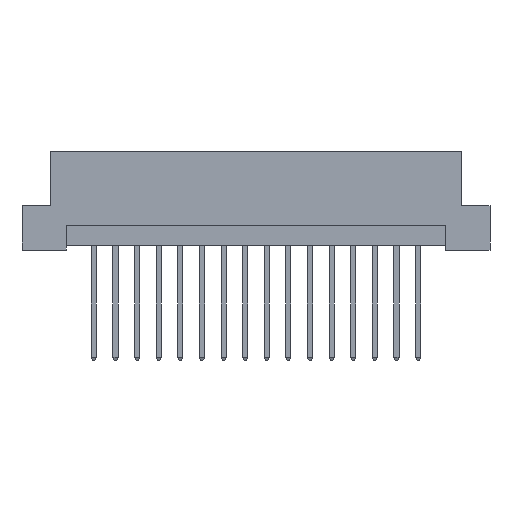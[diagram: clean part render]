
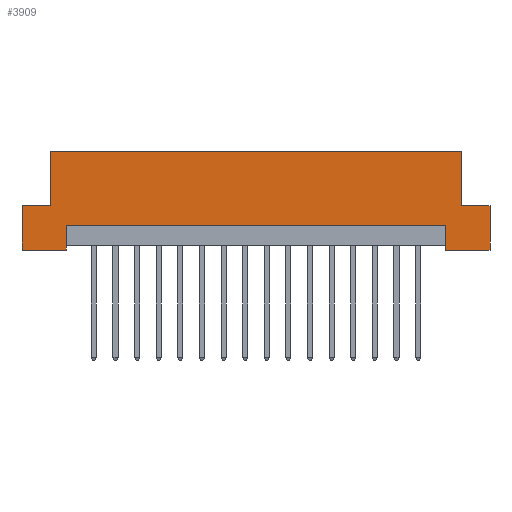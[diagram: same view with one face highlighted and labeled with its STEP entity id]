
A CAD part, front view. The second image highlights one B-rep face of the part: STEP entity #3909.
In plain terms, the highlighted planar face has unit normal (0, -1, 0).
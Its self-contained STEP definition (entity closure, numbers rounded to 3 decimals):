
#101 = EDGE_CURVE ( 'NONE', #2132, #650, #4156, .T. ) ;
#131 = VECTOR ( 'NONE', #9277, 1000. ) ;
#220 = VECTOR ( 'NONE', #4117, 1000. ) ;
#266 = LINE ( 'NONE', #5788, #1170 ) ;
#290 = DIRECTION ( 'NONE',  ( 0., 1., 0. ) ) ;
#449 = LINE ( 'NONE', #4259, #2127 ) ;
#565 = DIRECTION ( 'NONE',  ( -1., 0., 0. ) ) ;
#588 = ORIENTED_EDGE ( 'NONE', *, *, #5110, .F. ) ;
#650 = VERTEX_POINT ( 'NONE', #5714 ) ;
#778 = CARTESIAN_POINT ( 'NONE',  ( -24.2, 0., 11.6 ) ) ;
#1000 = FACE_OUTER_BOUND ( 'NONE', #8870, .T. ) ;
#1170 = VECTOR ( 'NONE', #5875, 1000. ) ;
#1418 = EDGE_CURVE ( 'NONE', #1941, #9176, #2777, .T. ) ;
#1431 = VECTOR ( 'NONE', #4554, 1000. ) ;
#1662 = VECTOR ( 'NONE', #7046, 1000. ) ;
#1750 = CARTESIAN_POINT ( 'NONE',  ( -22.3, 0., 2.9 ) ) ;
#1754 = ORIENTED_EDGE ( 'NONE', *, *, #101, .F. ) ;
#1762 = ORIENTED_EDGE ( 'NONE', *, *, #7777, .F. ) ;
#1781 = AXIS2_PLACEMENT_3D ( 'NONE', #3924, #290, #6808 ) ;
#1941 = VERTEX_POINT ( 'NONE', #2092 ) ;
#1960 = ORIENTED_EDGE ( 'NONE', *, *, #9081, .T. ) ;
#2002 = CARTESIAN_POINT ( 'NONE',  ( -22.3, 0., 0.5 ) ) ;
#2092 = CARTESIAN_POINT ( 'NONE',  ( -24.2, 0., 5.2 ) ) ;
#2127 = VECTOR ( 'NONE', #4215, 1000. ) ;
#2132 = VERTEX_POINT ( 'NONE', #7191 ) ;
#2157 = EDGE_CURVE ( 'NONE', #7699, #3917, #8309, .T. ) ;
#2195 = CARTESIAN_POINT ( 'NONE',  ( 22.3, 0., 2.9 ) ) ;
#2464 = VERTEX_POINT ( 'NONE', #8813 ) ;
#2565 = ORIENTED_EDGE ( 'NONE', *, *, #6972, .F. ) ;
#2574 = EDGE_CURVE ( 'NONE', #2464, #6366, #2965, .T. ) ;
#2704 = LINE ( 'NONE', #7138, #1662 ) ;
#2751 = ORIENTED_EDGE ( 'NONE', *, *, #2868, .F. ) ;
#2777 = LINE ( 'NONE', #8487, #7535 ) ;
#2868 = EDGE_CURVE ( 'NONE', #3917, #4917, #266, .T. ) ;
#2965 = LINE ( 'NONE', #5840, #6233 ) ;
#3011 = ORIENTED_EDGE ( 'NONE', *, *, #4349, .F. ) ;
#3367 = DIRECTION ( 'NONE',  ( -1., 0., 0. ) ) ;
#3446 = VECTOR ( 'NONE', #3367, 1000. ) ;
#3683 = VECTOR ( 'NONE', #565, 1000. ) ;
#3853 = CARTESIAN_POINT ( 'NONE',  ( 22.3, 0., 0. ) ) ;
#3909 = ADVANCED_FACE ( 'NONE', ( #1000 ), #6901, .F. ) ;
#3917 = VERTEX_POINT ( 'NONE', #6147 ) ;
#3924 = CARTESIAN_POINT ( 'NONE',  ( -27.5, 0., 11.6 ) ) ;
#4004 = EDGE_CURVE ( 'NONE', #2464, #7243, #4827, .T. ) ;
#4011 = ORIENTED_EDGE ( 'NONE', *, *, #4004, .F. ) ;
#4117 = DIRECTION ( 'NONE',  ( 1., 0., 0. ) ) ;
#4156 = LINE ( 'NONE', #7031, #3683 ) ;
#4215 = DIRECTION ( 'NONE',  ( 1., 0., 0. ) ) ;
#4259 = CARTESIAN_POINT ( 'NONE',  ( -27.5, 0., 5.2 ) ) ;
#4349 = EDGE_CURVE ( 'NONE', #9176, #6150, #5031, .T. ) ;
#4554 = DIRECTION ( 'NONE',  ( 0., 0., 1. ) ) ;
#4827 = LINE ( 'NONE', #2195, #3446 ) ;
#4870 = ORIENTED_EDGE ( 'NONE', *, *, #8205, .F. ) ;
#4917 = VERTEX_POINT ( 'NONE', #5870 ) ;
#5031 = LINE ( 'NONE', #5646, #131 ) ;
#5110 = EDGE_CURVE ( 'NONE', #7243, #2132, #7810, .T. ) ;
#5231 = CARTESIAN_POINT ( 'NONE',  ( 24.2, 0., 5.2 ) ) ;
#5585 = VECTOR ( 'NONE', #9174, 1000. ) ;
#5610 = LINE ( 'NONE', #8439, #5748 ) ;
#5646 = CARTESIAN_POINT ( 'NONE',  ( -27.5, 0., 11.6 ) ) ;
#5714 = CARTESIAN_POINT ( 'NONE',  ( -27.5, 0., 0. ) ) ;
#5741 = DIRECTION ( 'NONE',  ( 0., 0., 1. ) ) ;
#5748 = VECTOR ( 'NONE', #9190, 1000. ) ;
#5788 = CARTESIAN_POINT ( 'NONE',  ( 27.5, 0., 0. ) ) ;
#5840 = CARTESIAN_POINT ( 'NONE',  ( 22.3, 0., 0.5 ) ) ;
#5853 = ORIENTED_EDGE ( 'NONE', *, *, #2574, .T. ) ;
#5870 = CARTESIAN_POINT ( 'NONE',  ( 27.5, 0., 0. ) ) ;
#5875 = DIRECTION ( 'NONE',  ( 0., 0., -1. ) ) ;
#6147 = CARTESIAN_POINT ( 'NONE',  ( 27.5, 0., 5.2 ) ) ;
#6150 = VERTEX_POINT ( 'NONE', #6489 ) ;
#6233 = VECTOR ( 'NONE', #8716, 1000. ) ;
#6366 = VERTEX_POINT ( 'NONE', #3853 ) ;
#6489 = CARTESIAN_POINT ( 'NONE',  ( 24.2, 0., 11.6 ) ) ;
#6613 = ORIENTED_EDGE ( 'NONE', *, *, #1418, .F. ) ;
#6808 = DIRECTION ( 'NONE',  ( 0., 0., 1. ) ) ;
#6896 = CARTESIAN_POINT ( 'NONE',  ( 27.5, 0., 5.2 ) ) ;
#6901 = PLANE ( 'NONE',  #1781 ) ;
#6972 = EDGE_CURVE ( 'NONE', #4917, #6366, #2704, .T. ) ;
#7031 = CARTESIAN_POINT ( 'NONE',  ( -27.5, 0., 0. ) ) ;
#7046 = DIRECTION ( 'NONE',  ( -1., 0., 0. ) ) ;
#7138 = CARTESIAN_POINT ( 'NONE',  ( -27.5, 0., 0. ) ) ;
#7191 = CARTESIAN_POINT ( 'NONE',  ( -22.3, 0., 0. ) ) ;
#7243 = VERTEX_POINT ( 'NONE', #1750 ) ;
#7281 = LINE ( 'NONE', #7992, #1431 ) ;
#7535 = VECTOR ( 'NONE', #5741, 1000. ) ;
#7699 = VERTEX_POINT ( 'NONE', #5231 ) ;
#7777 = EDGE_CURVE ( 'NONE', #650, #8906, #5610, .T. ) ;
#7810 = LINE ( 'NONE', #2002, #5585 ) ;
#7992 = CARTESIAN_POINT ( 'NONE',  ( 24.2, 0., 5.2 ) ) ;
#8205 = EDGE_CURVE ( 'NONE', #8906, #1941, #449, .T. ) ;
#8309 = LINE ( 'NONE', #6896, #220 ) ;
#8431 = CARTESIAN_POINT ( 'NONE',  ( -27.5, 0., 5.2 ) ) ;
#8439 = CARTESIAN_POINT ( 'NONE',  ( -27.5, 0., 0. ) ) ;
#8487 = CARTESIAN_POINT ( 'NONE',  ( -24.2, 0., 5.2 ) ) ;
#8716 = DIRECTION ( 'NONE',  ( 0., 0., -1. ) ) ;
#8813 = CARTESIAN_POINT ( 'NONE',  ( 22.3, 0., 2.9 ) ) ;
#8870 = EDGE_LOOP ( 'NONE', ( #4011, #5853, #2565, #2751, #9050, #1960, #3011, #6613, #4870, #1762, #1754, #588 ) ) ;
#8906 = VERTEX_POINT ( 'NONE', #8431 ) ;
#9050 = ORIENTED_EDGE ( 'NONE', *, *, #2157, .F. ) ;
#9081 = EDGE_CURVE ( 'NONE', #7699, #6150, #7281, .T. ) ;
#9174 = DIRECTION ( 'NONE',  ( 0., 0., -1. ) ) ;
#9176 = VERTEX_POINT ( 'NONE', #778 ) ;
#9190 = DIRECTION ( 'NONE',  ( 0., 0., 1. ) ) ;
#9277 = DIRECTION ( 'NONE',  ( 1., 0., 0. ) ) ;
